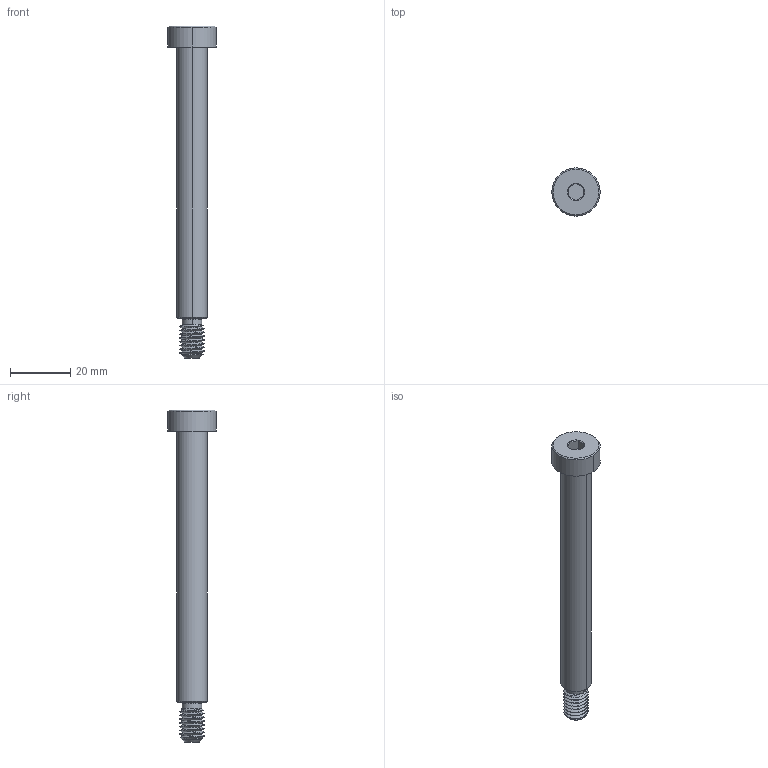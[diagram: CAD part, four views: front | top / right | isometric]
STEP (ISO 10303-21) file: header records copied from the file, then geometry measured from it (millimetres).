
FILE_DESCRIPTION (( 'STEP AP203' ), '1' );
FILE_NAME ('92981A312_Alloy Steel Shoulder Screws.STEP', '2023-02-17T13:54:48', ( 'Administrator' ), ( 'Managed by Terraform' ), 'SwSTEP 2.0', 'SolidWorks 2017', '' );
FILE_SCHEMA (( 'CONFIG_CONTROL_DESIGN' ));
Length unit declared in the file: millimetre
Products named in the file (1): 92981A312_Alloy Steel Shoulder Screws
Bounding box: 16 x 16 x 110.23 mm (x, y, z)
Volume: 8809.6 mm3; surface area: 9030.3 mm2
Topology: 2 solids, 2 shells, 84 faces, 203 edges, 126 vertices
Faces by surface type: cylinder 41, cone 25, plane 14, torus 2, bspline 2
Entity records: 3622 total; most frequent: CARTESIAN_POINT 1786, ORIENTED_EDGE 406, DIRECTION 335, EDGE_CURVE 203, AXIS2_PLACEMENT_3D 133, VERTEX_POINT 126, EDGE_LOOP 89, ADVANCED_FACE 84
